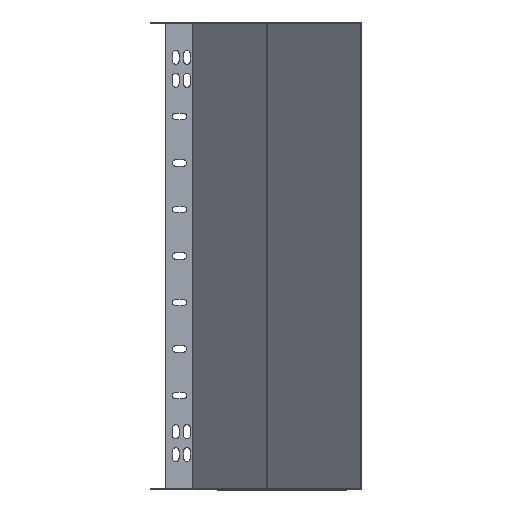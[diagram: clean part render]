
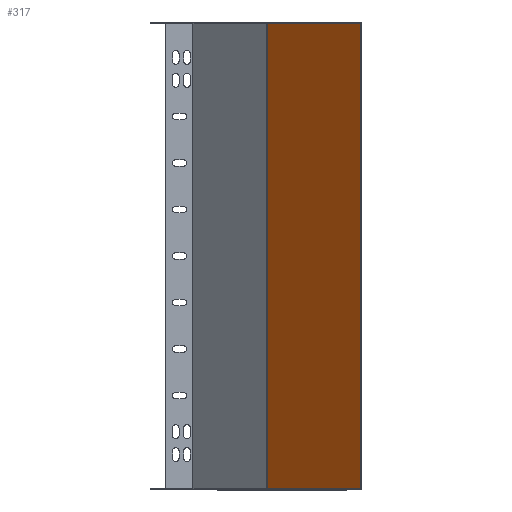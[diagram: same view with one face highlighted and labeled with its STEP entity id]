
A CAD part, front view. The second image highlights one B-rep face of the part: STEP entity #317.
In plain terms, the highlighted planar face has unit normal (-0.707, -0.707, 0).
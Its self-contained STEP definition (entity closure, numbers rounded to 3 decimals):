
#270 = VECTOR ( 'NONE', #1187, 1000. ) ;
#317 = ADVANCED_FACE ( 'NONE', ( #9238 ), #9842, .T. ) ;
#354 = CARTESIAN_POINT ( 'NONE',  ( -8.613, 100.98, 371.629 ) ) ;
#508 = CARTESIAN_POINT ( 'NONE',  ( -8.613, 100.98, -129.971 ) ) ;
#1187 = DIRECTION ( 'NONE',  ( 0.707, -0.707, 0. ) ) ;
#1354 = CARTESIAN_POINT ( 'NONE',  ( -8.613, 100.98, -129.971 ) ) ;
#1458 = VERTEX_POINT ( 'NONE', #508 ) ;
#1907 = DIRECTION ( 'NONE',  ( 0.707, -0.707, 0. ) ) ;
#1988 = CARTESIAN_POINT ( 'NONE',  ( 129.272, -36.906, -129.971 ) ) ;
#2192 = DIRECTION ( 'NONE',  ( 0., 0., 1. ) ) ;
#2515 = ORIENTED_EDGE ( 'NONE', *, *, #9428, .F. ) ;
#2522 = VECTOR ( 'NONE', #2192, 1000. ) ;
#2646 = VECTOR ( 'NONE', #1907, 1000. ) ;
#2805 = VERTEX_POINT ( 'NONE', #5003 ) ;
#2816 = EDGE_CURVE ( 'NONE', #4776, #2805, #3921, .T. ) ;
#2870 = AXIS2_PLACEMENT_3D ( 'NONE', #9095, #9925, #5254 ) ;
#2985 = ORIENTED_EDGE ( 'NONE', *, *, #2816, .T. ) ;
#3535 = CARTESIAN_POINT ( 'NONE',  ( 129.272, -36.906, -129.971 ) ) ;
#3921 = LINE ( 'NONE', #1988, #7780 ) ;
#4131 = CARTESIAN_POINT ( 'NONE',  ( 129.272, -36.906, 371.629 ) ) ;
#4545 = ORIENTED_EDGE ( 'NONE', *, *, #9652, .F. ) ;
#4776 = VERTEX_POINT ( 'NONE', #8802 ) ;
#5003 = CARTESIAN_POINT ( 'NONE',  ( 129.272, -36.906, 371.629 ) ) ;
#5254 = DIRECTION ( 'NONE',  ( -0.707, 0.707, 0. ) ) ;
#6588 = LINE ( 'NONE', #1354, #2522 ) ;
#6692 = LINE ( 'NONE', #3535, #270 ) ;
#6708 = LINE ( 'NONE', #4131, #2646 ) ;
#7680 = VERTEX_POINT ( 'NONE', #354 ) ;
#7780 = VECTOR ( 'NONE', #8916, 1000. ) ;
#8393 = EDGE_LOOP ( 'NONE', ( #2515, #4545, #8665, #2985 ) ) ;
#8665 = ORIENTED_EDGE ( 'NONE', *, *, #9782, .T. ) ;
#8802 = CARTESIAN_POINT ( 'NONE',  ( 129.272, -36.906, -129.971 ) ) ;
#8916 = DIRECTION ( 'NONE',  ( 0., 0., 1. ) ) ;
#9095 = CARTESIAN_POINT ( 'NONE',  ( 129.272, -36.906, -129.971 ) ) ;
#9238 = FACE_OUTER_BOUND ( 'NONE', #8393, .T. ) ;
#9428 = EDGE_CURVE ( 'NONE', #7680, #2805, #6708, .T. ) ;
#9652 = EDGE_CURVE ( 'NONE', #1458, #7680, #6588, .T. ) ;
#9782 = EDGE_CURVE ( 'NONE', #1458, #4776, #6692, .T. ) ;
#9842 = PLANE ( 'NONE',  #2870 ) ;
#9925 = DIRECTION ( 'NONE',  ( -0.707, -0.707, 0. ) ) ;
